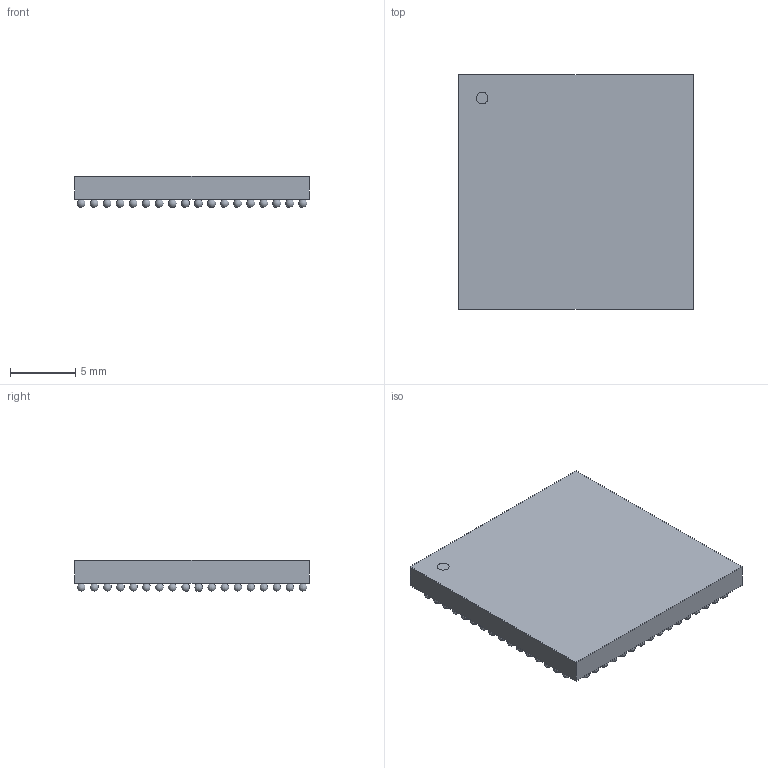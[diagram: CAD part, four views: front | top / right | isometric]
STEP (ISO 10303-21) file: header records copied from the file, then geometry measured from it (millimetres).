
FILE_DESCRIPTION(('STEP AP214'),'1');
FILE_NAME('BGA302_18X18_OCT','2023-04-11T10:04:34',(''),(''),'','','');
FILE_SCHEMA(('AUTOMOTIVE_DESIGN'));
Length unit declared in the file: millimetre
Products named in the file (1): product
Bounding box: 18.01 x 18.01 x 2.39 mm (x, y, z)
Volume: 609.3 mm3; surface area: 1158.8 mm2
Topology: 304 solids, 304 shells, 311 faces, 921 edges, 614 vertices
Faces by surface type: sphere 302, plane 8, cylinder 1
Full cylindrical faces by diameter (mm): 0.9 x1
Entity records: 2974 total; most frequent: DIRECTION 642, CARTESIAN_POINT 325, AXIS2_PLACEMENT_3D 315, STYLED_ITEM 311, ADVANCED_FACE 311, MANIFOLD_SOLID_BREP 304, CLOSED_SHELL 304, SPHERICAL_SURFACE 302
